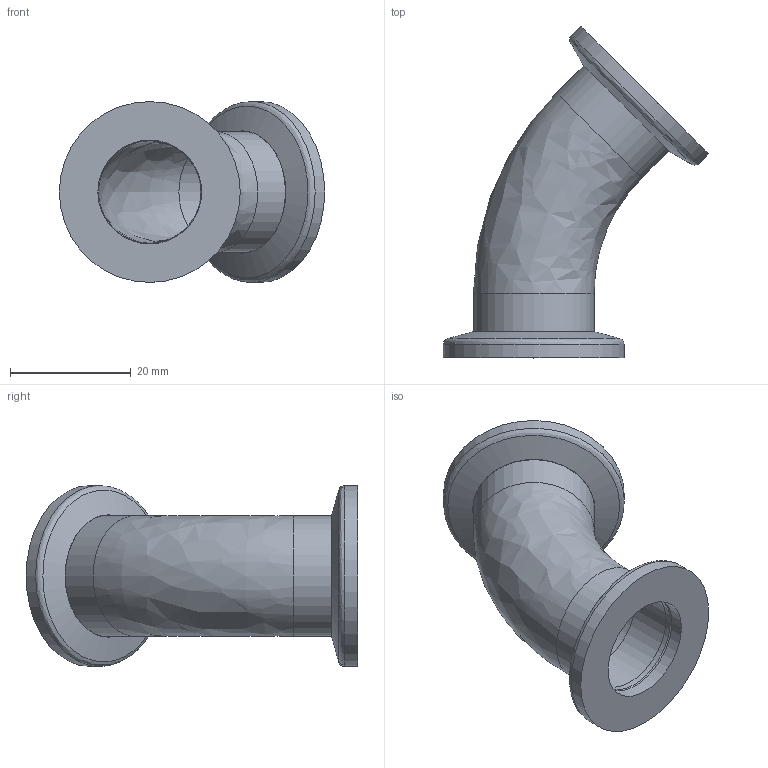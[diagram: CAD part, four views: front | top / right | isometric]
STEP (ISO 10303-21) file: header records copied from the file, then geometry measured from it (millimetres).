
FILE_DESCRIPTION (( 'STEP AP214' ), '1' );
FILE_NAME ('FULLVAC C451KF16.STEP', '2019-04-05T13:21:39', ( '' ), ( '' ), 'SwSTEP 2.0', 'SolidWorks 2017', '' );
FILE_SCHEMA (( 'AUTOMOTIVE_DESIGN' ));
Length unit declared in the file: millimetre
Products named in the file (3): 2^FULLVAC C451KF16; 1^FULLVAC C451KF16; FULLVAC C451KF16
Assembly tree (3 placements, depth 2):
  FULLVAC C451KF16
    1^FULLVAC C451KF16
    2^FULLVAC C451KF16  x2
Bounding box: 44.01 x 55.04 x 30 mm (x, y, z)
Volume: 7199.2 mm3; surface area: 8170 mm2
Topology: 3 solids, 3 shells, 28 faces, 52 edges, 32 vertices
Faces by surface type: cylinder 12, plane 8, bspline 6, cone 2
Full cylindrical faces by diameter (mm): 17 x4, 17.2 x2, 20 x2, 20.2 x2, 30 x2
Entity records: 780 total; most frequent: CARTESIAN_POINT 168, DIRECTION 76, AXIS2_PLACEMENT_3D 38, EDGE_LOOP 36, ORIENTED_EDGE 36, FACE_OUTER_BOUND 30, UNCERTAINTY_MEASURE_WITH_UNIT 25, FILL_AREA_STYLE 22
